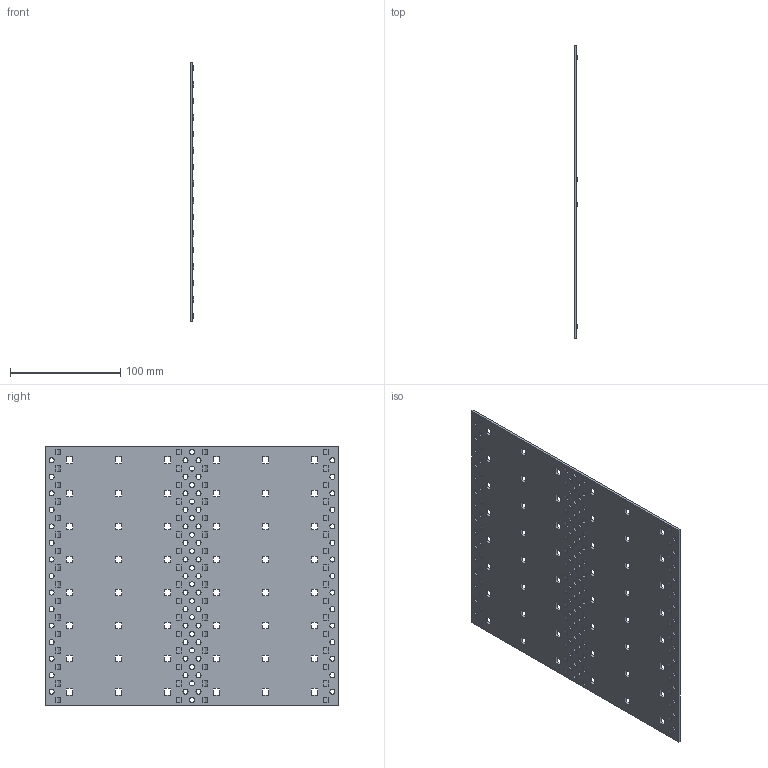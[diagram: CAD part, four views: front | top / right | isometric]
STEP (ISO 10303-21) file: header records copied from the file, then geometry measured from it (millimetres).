
FILE_DESCRIPTION(/* description */ (''),/* implementation_level */ '2;1');
FILE_NAME(/* name */ '86624061_BSW M 24600.stp',/* time_stamp */ '2015-03-27T08:07:31+01:00',/* author */ ('kleemann'),/* organization */ ('Fa. Bopla'),/* preprocessor_version */ 'ST-DEVELOPER v15.6',/* originating_system */ 'Autodesk Inventor 2015',/* authorisation */ '');
FILE_SCHEMA (('AUTOMOTIVE_DESIGN { 1 0 10303 214 3 1 1 }'));
Length unit declared in the file: millimetre
Products named in the file (1): BSW_M_24600_3DSYM PART1
Bounding box: 3 x 265.9 x 235 mm (x, y, z)
Volume: 119011.5 mm3; surface area: 126992.4 mm2
Topology: 1 solids, 1 shells, 1106 faces, 3080 edges, 2104 vertices
Faces by surface type: plane 838, cylinder 268
Full cylindrical faces by diameter (mm): 4.6 x76
Entity records: 36088 total; most frequent: CARTESIAN_POINT 6291, ORIENTED_EDGE 6160, DIRECTION 5982, EDGE_CURVE 3080, LINE 2392, VECTOR 2392, VERTEX_POINT 2104, AXIS2_PLACEMENT_3D 1795
